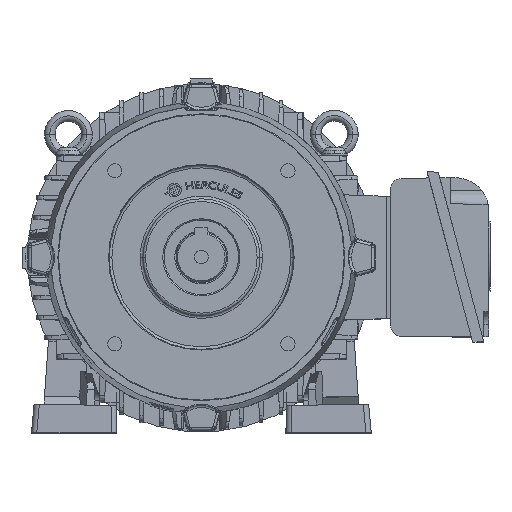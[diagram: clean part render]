
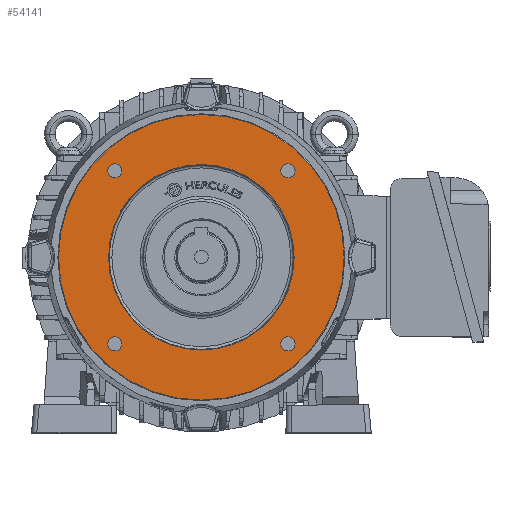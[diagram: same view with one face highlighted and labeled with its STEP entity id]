
A CAD part, top view. The second image highlights one B-rep face of the part: STEP entity #54141.
In plain terms, the highlighted planar face has unit normal (0, 0, 1).
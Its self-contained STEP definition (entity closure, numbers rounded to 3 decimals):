
#398 = PLANE ( 'NONE',  #52088 ) ;
#1117 = VERTEX_POINT ( 'NONE', #57200 ) ;
#1216 = FACE_BOUND ( 'NONE', #48869, .T. ) ;
#1345 = ORIENTED_EDGE ( 'NONE', *, *, #73913, .T. ) ;
#1454 = CARTESIAN_POINT ( 'NONE',  ( -70.483, 65.125, 62.5 ) ) ;
#2140 = EDGE_CURVE ( 'NONE', #71001, #71676, #59409, .T. ) ;
#2268 = CARTESIAN_POINT ( 'NONE',  ( 65.125, -65.125, 62.5 ) ) ;
#4504 = AXIS2_PLACEMENT_3D ( 'NONE', #79034, #23009, #10860 ) ;
#4684 = DIRECTION ( 'NONE',  ( 0., 0., 1. ) ) ;
#4730 = DIRECTION ( 'NONE',  ( 0., 0., -1. ) ) ;
#5137 = CARTESIAN_POINT ( 'NONE',  ( 59.766, -65.125, 62.5 ) ) ;
#5543 = DIRECTION ( 'NONE',  ( -1., 0., 0. ) ) ;
#6855 = CARTESIAN_POINT ( 'NONE',  ( 59.766, 65.125, 62.5 ) ) ;
#6964 = DIRECTION ( 'NONE',  ( -1., 0., 0. ) ) ;
#7160 = CIRCLE ( 'NONE', #56344, 69.781 ) ;
#7934 = AXIS2_PLACEMENT_3D ( 'NONE', #73584, #72775, #54474 ) ;
#8792 = AXIS2_PLACEMENT_3D ( 'NONE', #16527, #4730, #5543 ) ;
#9177 = DIRECTION ( 'NONE',  ( -1., 0., 0. ) ) ;
#9553 = CIRCLE ( 'NONE', #54836, 69.781 ) ;
#9729 = EDGE_LOOP ( 'NONE', ( #13602, #40376 ) ) ;
#10171 = AXIS2_PLACEMENT_3D ( 'NONE', #76516, #14854, #70390 ) ;
#10860 = DIRECTION ( 'NONE',  ( -1., 0., 0. ) ) ;
#13071 = DIRECTION ( 'NONE',  ( 0., 0., -1. ) ) ;
#13202 = CARTESIAN_POINT ( 'NONE',  ( -59.766, 65.125, 62.5 ) ) ;
#13602 = ORIENTED_EDGE ( 'NONE', *, *, #2140, .T. ) ;
#14854 = DIRECTION ( 'NONE',  ( 0., 0., -1. ) ) ;
#15185 = EDGE_CURVE ( 'NONE', #68733, #56472, #73494, .T. ) ;
#16527 = CARTESIAN_POINT ( 'NONE',  ( -65.125, -65.125, 62.5 ) ) ;
#17078 = ORIENTED_EDGE ( 'NONE', *, *, #17752, .T. ) ;
#17100 = DIRECTION ( 'NONE',  ( -1., 0., 0. ) ) ;
#17289 = CARTESIAN_POINT ( 'NONE',  ( 70.483, -65.125, 62.5 ) ) ;
#17752 = EDGE_CURVE ( 'NONE', #56472, #68733, #78942, .T. ) ;
#18702 = CARTESIAN_POINT ( 'NONE',  ( 65.125, -65.125, 62.5 ) ) ;
#21369 = EDGE_CURVE ( 'NONE', #1117, #70677, #9553, .T. ) ;
#22748 = CARTESIAN_POINT ( 'NONE',  ( 0., 0., 62.5 ) ) ;
#23009 = DIRECTION ( 'NONE',  ( 0., 0., 1. ) ) ;
#23938 = CIRCLE ( 'NONE', #4504, 107.45 ) ;
#25662 = CIRCLE ( 'NONE', #10171, 5.358 ) ;
#25932 = CARTESIAN_POINT ( 'NONE',  ( 0., 107.95, 62.5 ) ) ;
#26312 = FACE_BOUND ( 'NONE', #73866, .T. ) ;
#26597 = VERTEX_POINT ( 'NONE', #52273 ) ;
#27013 = CARTESIAN_POINT ( 'NONE',  ( 0., 0., 62.5 ) ) ;
#30640 = AXIS2_PLACEMENT_3D ( 'NONE', #60237, #4684, #54124 ) ;
#31295 = EDGE_LOOP ( 'NONE', ( #58430, #57734 ) ) ;
#31725 = EDGE_CURVE ( 'NONE', #45749, #75454, #25662, .T. ) ;
#31992 = DIRECTION ( 'NONE',  ( -1., 0., 0. ) ) ;
#32083 = DIRECTION ( 'NONE',  ( -1., 0., 0. ) ) ;
#33270 = CIRCLE ( 'NONE', #30640, 107.45 ) ;
#35008 = CIRCLE ( 'NONE', #75254, 5.358 ) ;
#36688 = EDGE_CURVE ( 'NONE', #75454, #45749, #67521, .T. ) ;
#38108 = CARTESIAN_POINT ( 'NONE',  ( 65.125, 65.125, 62.5 ) ) ;
#40376 = ORIENTED_EDGE ( 'NONE', *, *, #44071, .T. ) ;
#40709 = DIRECTION ( 'NONE',  ( 0., 0., -1. ) ) ;
#41005 = FACE_OUTER_BOUND ( 'NONE', #53002, .T. ) ;
#41200 = AXIS2_PLACEMENT_3D ( 'NONE', #68194, #56001, #32083 ) ;
#41349 = DIRECTION ( 'NONE',  ( 0., 0., -1. ) ) ;
#44071 = EDGE_CURVE ( 'NONE', #71676, #71001, #35008, .T. ) ;
#44533 = VERTEX_POINT ( 'NONE', #46109 ) ;
#45749 = VERTEX_POINT ( 'NONE', #13202 ) ;
#46109 = CARTESIAN_POINT ( 'NONE',  ( 107.45, 0., 62.5 ) ) ;
#47495 = ORIENTED_EDGE ( 'NONE', *, *, #15185, .T. ) ;
#47766 = AXIS2_PLACEMENT_3D ( 'NONE', #75528, #13071, #6964 ) ;
#48826 = AXIS2_PLACEMENT_3D ( 'NONE', #18702, #62479, #68962 ) ;
#48869 = EDGE_LOOP ( 'NONE', ( #67587, #1345 ) ) ;
#49060 = AXIS2_PLACEMENT_3D ( 'NONE', #2268, #76501, #65087 ) ;
#49993 = CARTESIAN_POINT ( 'NONE',  ( -70.483, -65.125, 62.5 ) ) ;
#50397 = ORIENTED_EDGE ( 'NONE', *, *, #36688, .T. ) ;
#51123 = CARTESIAN_POINT ( 'NONE',  ( 69.781, 0., 62.5 ) ) ;
#52088 = AXIS2_PLACEMENT_3D ( 'NONE', #25932, #56714, #31992 ) ;
#52273 = CARTESIAN_POINT ( 'NONE',  ( -59.766, -65.125, 62.5 ) ) ;
#53002 = EDGE_LOOP ( 'NONE', ( #67830, #77841 ) ) ;
#54124 = DIRECTION ( 'NONE',  ( -1., 0., 0. ) ) ;
#54141 = ADVANCED_FACE ( 'NONE', ( #41005, #55913, #62434, #1216, #26312, #63239 ), #398, .F. ) ;
#54474 = DIRECTION ( 'NONE',  ( -1., 0., 0. ) ) ;
#54836 = AXIS2_PLACEMENT_3D ( 'NONE', #22748, #41349, #17100 ) ;
#55364 = CIRCLE ( 'NONE', #8792, 5.358 ) ;
#55913 = FACE_BOUND ( 'NONE', #9729, .T. ) ;
#56001 = DIRECTION ( 'NONE',  ( 0., 0., -1. ) ) ;
#56344 = AXIS2_PLACEMENT_3D ( 'NONE', #27013, #40709, #9177 ) ;
#56472 = VERTEX_POINT ( 'NONE', #17289 ) ;
#56714 = DIRECTION ( 'NONE',  ( 0., 0., -1. ) ) ;
#57200 = CARTESIAN_POINT ( 'NONE',  ( -69.781, 0., 62.5 ) ) ;
#57734 = ORIENTED_EDGE ( 'NONE', *, *, #21369, .T. ) ;
#58430 = ORIENTED_EDGE ( 'NONE', *, *, #60128, .T. ) ;
#59409 = CIRCLE ( 'NONE', #47766, 5.358 ) ;
#59799 = EDGE_CURVE ( 'NONE', #44533, #67067, #23938, .T. ) ;
#60128 = EDGE_CURVE ( 'NONE', #70677, #1117, #7160, .T. ) ;
#60237 = CARTESIAN_POINT ( 'NONE',  ( 0., 0., 62.5 ) ) ;
#62354 = EDGE_CURVE ( 'NONE', #67067, #44533, #33270, .T. ) ;
#62434 = FACE_BOUND ( 'NONE', #76671, .T. ) ;
#62479 = DIRECTION ( 'NONE',  ( 0., 0., -1. ) ) ;
#63239 = FACE_BOUND ( 'NONE', #31295, .T. ) ;
#65087 = DIRECTION ( 'NONE',  ( -1., 0., 0. ) ) ;
#67067 = VERTEX_POINT ( 'NONE', #74242 ) ;
#67521 = CIRCLE ( 'NONE', #7934, 5.358 ) ;
#67587 = ORIENTED_EDGE ( 'NONE', *, *, #72044, .T. ) ;
#67830 = ORIENTED_EDGE ( 'NONE', *, *, #62354, .T. ) ;
#68194 = CARTESIAN_POINT ( 'NONE',  ( -65.125, -65.125, 62.5 ) ) ;
#68733 = VERTEX_POINT ( 'NONE', #5137 ) ;
#68962 = DIRECTION ( 'NONE',  ( -1., 0., 0. ) ) ;
#68982 = DIRECTION ( 'NONE',  ( 0., 0., -1. ) ) ;
#70390 = DIRECTION ( 'NONE',  ( -1., 0., 0. ) ) ;
#70677 = VERTEX_POINT ( 'NONE', #51123 ) ;
#71001 = VERTEX_POINT ( 'NONE', #6855 ) ;
#71319 = ORIENTED_EDGE ( 'NONE', *, *, #31725, .T. ) ;
#71676 = VERTEX_POINT ( 'NONE', #78677 ) ;
#72044 = EDGE_CURVE ( 'NONE', #76662, #26597, #55364, .T. ) ;
#72775 = DIRECTION ( 'NONE',  ( 0., 0., -1. ) ) ;
#73494 = CIRCLE ( 'NONE', #48826, 5.358 ) ;
#73584 = CARTESIAN_POINT ( 'NONE',  ( -65.125, 65.125, 62.5 ) ) ;
#73654 = CIRCLE ( 'NONE', #41200, 5.358 ) ;
#73866 = EDGE_LOOP ( 'NONE', ( #47495, #17078 ) ) ;
#73913 = EDGE_CURVE ( 'NONE', #26597, #76662, #73654, .T. ) ;
#74242 = CARTESIAN_POINT ( 'NONE',  ( -107.45, 0., 62.5 ) ) ;
#74295 = DIRECTION ( 'NONE',  ( -1., 0., 0. ) ) ;
#75254 = AXIS2_PLACEMENT_3D ( 'NONE', #38108, #68982, #74295 ) ;
#75454 = VERTEX_POINT ( 'NONE', #1454 ) ;
#75528 = CARTESIAN_POINT ( 'NONE',  ( 65.125, 65.125, 62.5 ) ) ;
#76501 = DIRECTION ( 'NONE',  ( 0., 0., -1. ) ) ;
#76516 = CARTESIAN_POINT ( 'NONE',  ( -65.125, 65.125, 62.5 ) ) ;
#76662 = VERTEX_POINT ( 'NONE', #49993 ) ;
#76671 = EDGE_LOOP ( 'NONE', ( #50397, #71319 ) ) ;
#77841 = ORIENTED_EDGE ( 'NONE', *, *, #59799, .T. ) ;
#78677 = CARTESIAN_POINT ( 'NONE',  ( 70.483, 65.125, 62.5 ) ) ;
#78942 = CIRCLE ( 'NONE', #49060, 5.358 ) ;
#79034 = CARTESIAN_POINT ( 'NONE',  ( 0., 0., 62.5 ) ) ;
